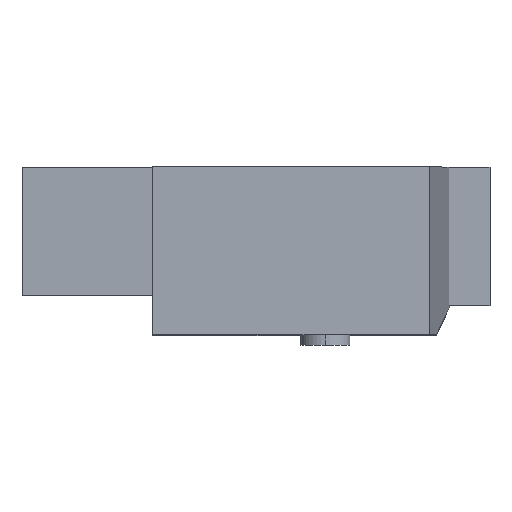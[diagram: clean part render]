
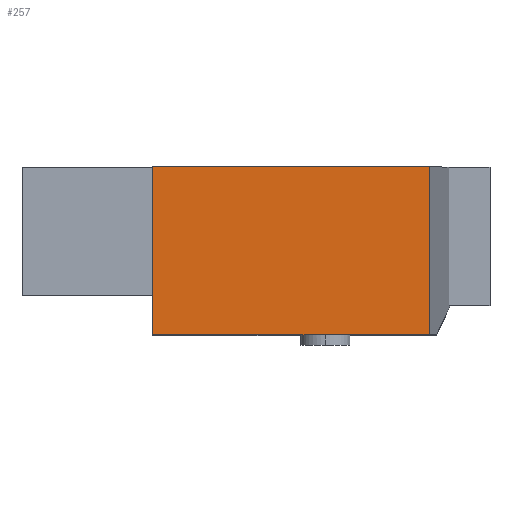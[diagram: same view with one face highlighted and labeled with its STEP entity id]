
A CAD part, top view. The second image highlights one B-rep face of the part: STEP entity #257.
In plain terms, the highlighted planar face has unit normal (0, 0, 1).
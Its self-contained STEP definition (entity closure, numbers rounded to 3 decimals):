
#75 = LINE ( 'NONE', #898, #150 ) ;
#91 = DIRECTION ( 'NONE',  ( 0., 1., 0. ) ) ;
#105 = DIRECTION ( 'NONE',  ( -1., 0., 0. ) ) ;
#116 = FACE_OUTER_BOUND ( 'NONE', #802, .T. ) ;
#124 = EDGE_CURVE ( 'NONE', #918, #358, #929, .T. ) ;
#143 = DIRECTION ( 'NONE',  ( -1., 0., 0. ) ) ;
#150 = VECTOR ( 'NONE', #143, 1000. ) ;
#158 = CARTESIAN_POINT ( 'NONE',  ( 53.231, 17., -51.763 ) ) ;
#170 = VERTEX_POINT ( 'NONE', #158 ) ;
#257 = ADVANCED_FACE ( 'NONE', ( #116 ), #345, .F. ) ;
#291 = VECTOR ( 'NONE', #91, 1000. ) ;
#339 = DIRECTION ( 'NONE',  ( 1., 0., 0. ) ) ;
#345 = PLANE ( 'NONE',  #434 ) ;
#358 = VERTEX_POINT ( 'NONE', #380 ) ;
#369 = ORIENTED_EDGE ( 'NONE', *, *, #662, .T. ) ;
#380 = CARTESIAN_POINT ( 'NONE',  ( 53.231, 0., -51.763 ) ) ;
#434 = AXIS2_PLACEMENT_3D ( 'NONE', #761, #930, #105 ) ;
#472 = CARTESIAN_POINT ( 'NONE',  ( 25.231, 17., -51.763 ) ) ;
#574 = ORIENTED_EDGE ( 'NONE', *, *, #834, .T. ) ;
#586 = VERTEX_POINT ( 'NONE', #472 ) ;
#590 = CARTESIAN_POINT ( 'NONE',  ( 53.231, 17., -51.763 ) ) ;
#626 = LINE ( 'NONE', #1076, #707 ) ;
#662 = EDGE_CURVE ( 'NONE', #170, #586, #75, .T. ) ;
#707 = VECTOR ( 'NONE', #1003, 1000. ) ;
#751 = EDGE_CURVE ( 'NONE', #586, #918, #626, .T. ) ;
#761 = CARTESIAN_POINT ( 'NONE',  ( 0., 0., -51.763 ) ) ;
#802 = EDGE_LOOP ( 'NONE', ( #574, #369, #999, #1034 ) ) ;
#821 = CARTESIAN_POINT ( 'NONE',  ( 53.231, 0., -51.763 ) ) ;
#834 = EDGE_CURVE ( 'NONE', #358, #170, #1073, .T. ) ;
#898 = CARTESIAN_POINT ( 'NONE',  ( 53.231, 17., -51.763 ) ) ;
#902 = VECTOR ( 'NONE', #339, 1000. ) ;
#918 = VERTEX_POINT ( 'NONE', #934 ) ;
#929 = LINE ( 'NONE', #821, #902 ) ;
#930 = DIRECTION ( 'NONE',  ( 0., 0., -1. ) ) ;
#934 = CARTESIAN_POINT ( 'NONE',  ( 25.231, 0., -51.763 ) ) ;
#999 = ORIENTED_EDGE ( 'NONE', *, *, #751, .T. ) ;
#1003 = DIRECTION ( 'NONE',  ( 0., -1., 0. ) ) ;
#1034 = ORIENTED_EDGE ( 'NONE', *, *, #124, .T. ) ;
#1073 = LINE ( 'NONE', #590, #291 ) ;
#1076 = CARTESIAN_POINT ( 'NONE',  ( 25.231, 17., -51.763 ) ) ;
